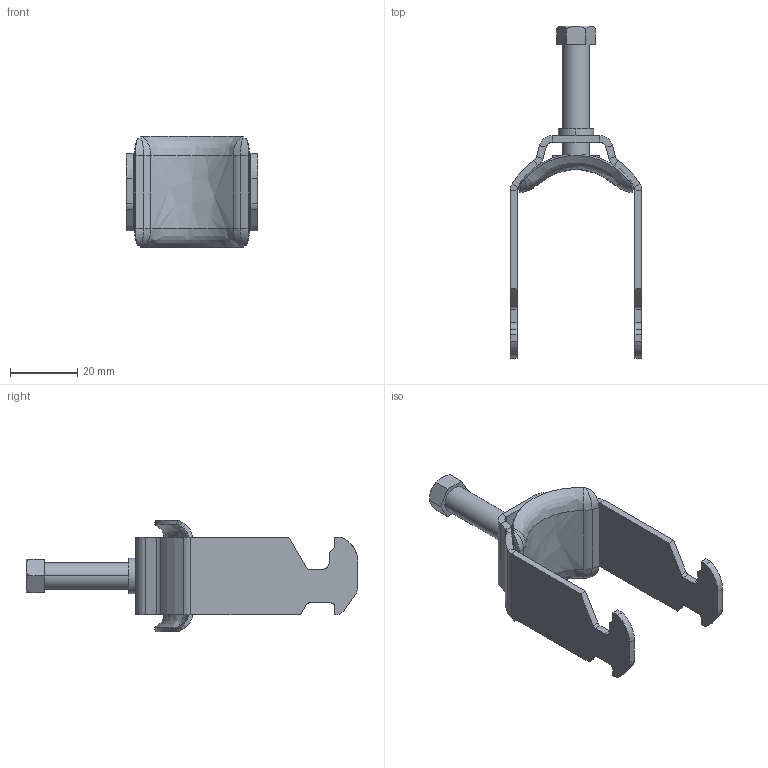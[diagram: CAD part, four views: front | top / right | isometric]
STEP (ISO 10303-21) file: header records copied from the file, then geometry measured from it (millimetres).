
FILE_DESCRIPTION(/* description */ (''),/* implementation_level */ '2;1');
FILE_NAME(/* name */ '1156047',/* time_stamp */ '2015-07-23T16:01:33+02:00',/* author */ (''),/* organization */ (''),/* preprocessor_version */ 'ST-DEVELOPER v15',/* originating_system */ '',/* authorisation */ '');
FILE_SCHEMA (('CONFIG_CONTROL_DESIGN'));
Length unit declared in the file: millimetre
Products named in the file (2): Document; Block 01
Assembly tree (1 placements, depth 2):
  Document
    Block 01
Bounding box: 39 x 98.5 x 33.11 mm (x, y, z)
Volume: 10832.2 mm3; surface area: 11479.7 mm2
Topology: 3 solids, 4 shells, 273 faces, 666 edges, 415 vertices
Faces by surface type: bspline 146, plane 127
Entity records: 12914 total; most frequent: CARTESIAN_POINT 8478, ORIENTED_EDGE 1329, EDGE_CURVE 666, B_SPLINE_CURVE_WITH_KNOTS 521, VERTEX_POINT 415, EDGE_LOOP 290, ADVANCED_FACE 273, FACE_OUTER_BOUND 273
